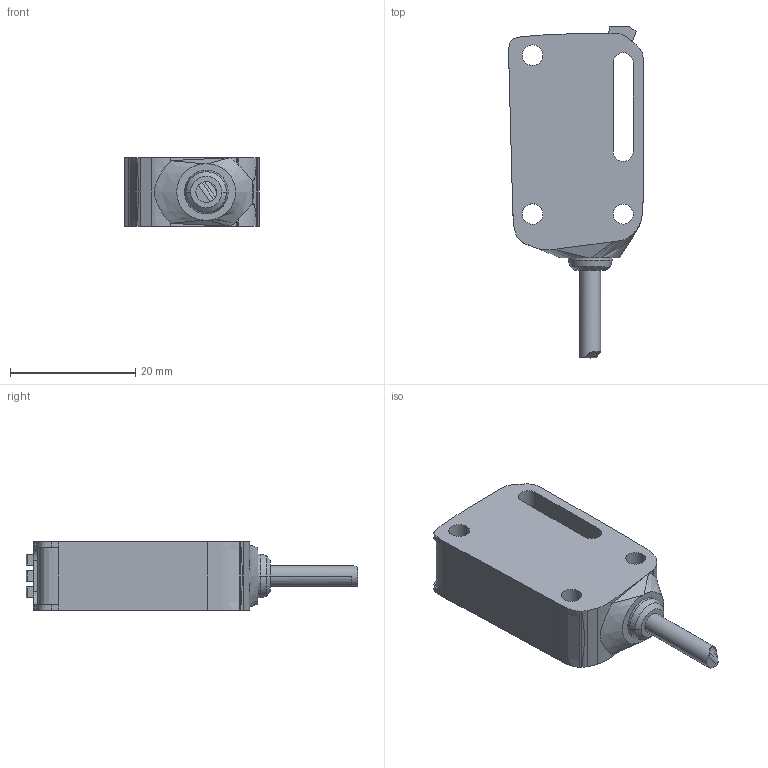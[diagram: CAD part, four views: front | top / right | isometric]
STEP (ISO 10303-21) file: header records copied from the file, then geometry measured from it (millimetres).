
FILE_DESCRIPTION((''),'2;1');
FILE_NAME('DB_CAD7023','2020-08-19T14:21:03',('tiniedziel'),(''),'CREO PARAMETRIC BY PTC INC, 2019292','CREO PARAMETRIC BY PTC INC, 2019292','');
FILE_SCHEMA(('CONFIG_CONTROL_DESIGN','SHAPE_APPEARANCE_LAYERS_GROUPS'));
Length unit declared in the file: millimetre
Products named in the file (1): DB_CAD7023
Bounding box: 21.52 x 53.07 x 11 mm (x, y, z)
Volume: 7203.7 mm3; surface area: 3409.2 mm2
Topology: 1 solids, 1 shells, 95 faces, 277 edges, 202 vertices
Faces by surface type: plane 41, extrusion 25, cylinder 23, cone 4, bspline 2
Entity records: 4702 total; most frequent: CARTESIAN_POINT 1274, ORIENTED_EDGE 518, DIRECTION 416, PRESENTATION_STYLE_ASSIGNMENT 288, STYLED_ITEM 280, CURVE_STYLE 278, EDGE_CURVE 259, VECTOR 188
